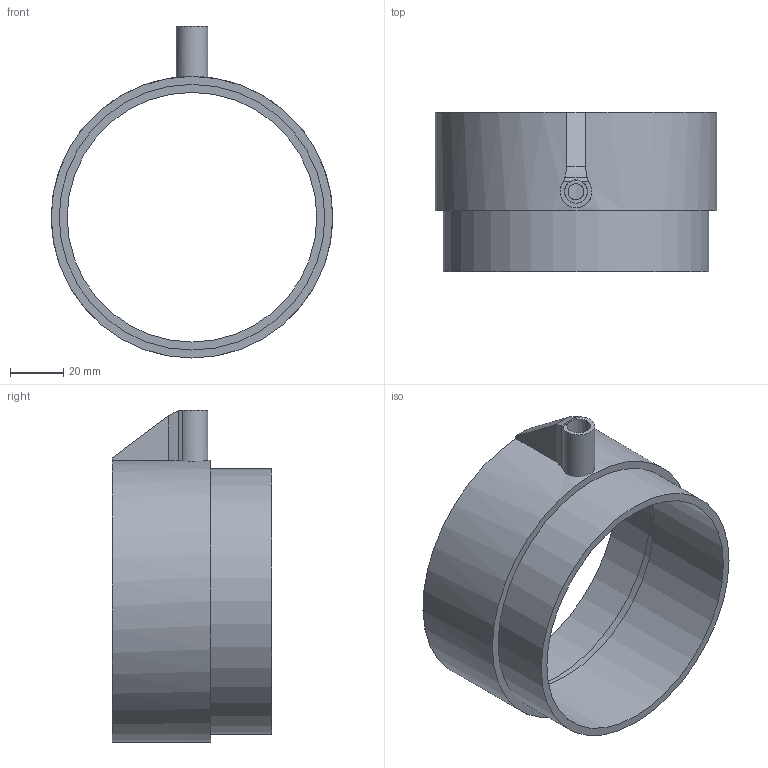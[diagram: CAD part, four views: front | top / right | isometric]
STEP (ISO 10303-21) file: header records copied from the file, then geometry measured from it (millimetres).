
FILE_DESCRIPTION(/* description */ ('','CAx-IF Rec.Pracs.---Representation and Presentation of Product Manufacturing Information (PMI)---4.0---2014-10-13'),/* implementation_level */ '2;1');
FILE_NAME(/* name */ 'MK3_Presure adapter.stp',/* time_stamp */ '2025-08-16T10:04:17+02:00',/* author */ ('Capturing Dust'),/* organization */ ('Makerr.Studio'),/* preprocessor_version */ 'ST-DEVELOPER v18.1',/* originating_system */ 'Autodesk Inventor 2021',/* authorisation */ '');
FILE_SCHEMA (('AP242_MANAGED_MODEL_BASED_3D_ENGINEERING_MIM_LF { 1 0 10303 442 1 1 4 }'));
Length unit declared in the file: millimetre
Products named in the file (1): MK3_Presure adapter
Bounding box: 106 x 60 x 125 mm (x, y, z)
Volume: 72542 mm3; surface area: 43120.7 mm2
Topology: 1 solids, 1 shells, 23 faces, 58 edges, 39 vertices
Faces by surface type: plane 13, cylinder 8, cone 2
Full cylindrical faces by diameter (mm): 6 x1, 94 x1, 100 x2, 106 x1
Entity records: 893 total; most frequent: CARTESIAN_POINT 252, DIRECTION 130, ORIENTED_EDGE 116, EDGE_CURVE 58, AXIS2_PLACEMENT_3D 50, VERTEX_POINT 39, LINE 30, VECTOR 30
